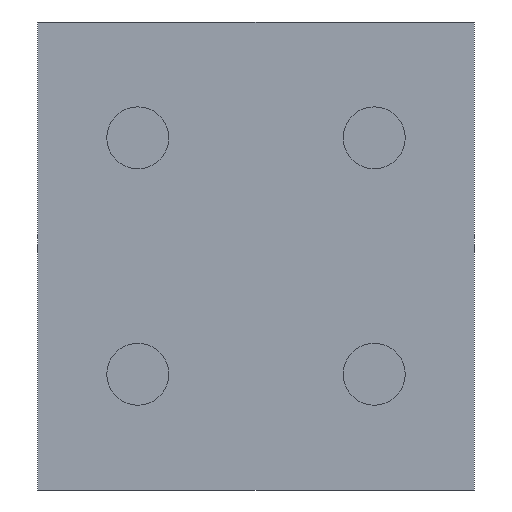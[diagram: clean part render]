
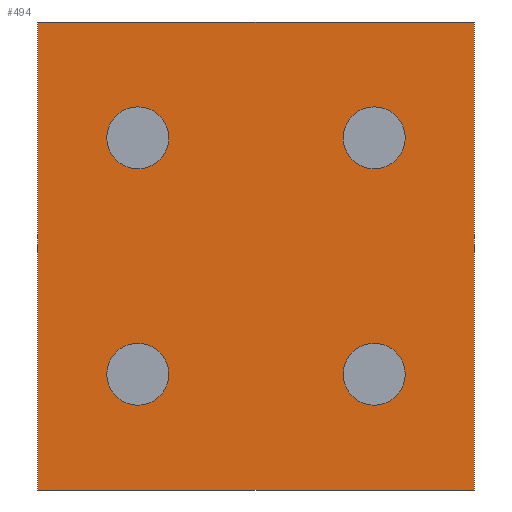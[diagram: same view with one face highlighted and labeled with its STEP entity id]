
A CAD part, front view. The second image highlights one B-rep face of the part: STEP entity #494.
In plain terms, the highlighted planar face has unit normal (0, -1, 0).
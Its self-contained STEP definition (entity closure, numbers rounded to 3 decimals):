
#3 = FACE_BOUND ( 'NONE', #1031, .T. ) ;
#7 = VERTEX_POINT ( 'NONE', #698 ) ;
#12 = AXIS2_PLACEMENT_3D ( 'NONE', #1051, #505, #513 ) ;
#21 = CARTESIAN_POINT ( 'NONE',  ( 80.214, -10.562, 67.85 ) ) ;
#32 = AXIS2_PLACEMENT_3D ( 'NONE', #21, #388, #460 ) ;
#60 = ORIENTED_EDGE ( 'NONE', *, *, #295, .T. ) ;
#97 = DIRECTION ( 'NONE',  ( 0., -1., 0. ) ) ;
#132 = EDGE_CURVE ( 'NONE', #612, #1122, #248, .T. ) ;
#141 = CIRCLE ( 'NONE', #697, 3.25 ) ;
#142 = VECTOR ( 'NONE', #360, 1000. ) ;
#146 = DIRECTION ( 'NONE',  ( -1., 0., 0. ) ) ;
#152 = ORIENTED_EDGE ( 'NONE', *, *, #462, .F. ) ;
#161 = ORIENTED_EDGE ( 'NONE', *, *, #1135, .T. ) ;
#166 = VERTEX_POINT ( 'NONE', #725 ) ;
#167 = CARTESIAN_POINT ( 'NONE',  ( 80.214, -10.562, 43.05 ) ) ;
#171 = EDGE_CURVE ( 'NONE', #518, #7, #190, .T. ) ;
#174 = VERTEX_POINT ( 'NONE', #477 ) ;
#189 = FACE_BOUND ( 'NONE', #225, .T. ) ;
#190 = LINE ( 'NONE', #289, #802 ) ;
#225 = EDGE_LOOP ( 'NONE', ( #1101, #457 ) ) ;
#236 = ORIENTED_EDGE ( 'NONE', *, *, #1069, .F. ) ;
#248 = CIRCLE ( 'NONE', #32, 3.25 ) ;
#253 = AXIS2_PLACEMENT_3D ( 'NONE', #376, #97, #365 ) ;
#259 = DIRECTION ( 'NONE',  ( 0., -1., 0. ) ) ;
#275 = CARTESIAN_POINT ( 'NONE',  ( 80.214, -10.562, 43.05 ) ) ;
#289 = CARTESIAN_POINT ( 'NONE',  ( 69.704, -10.562, 0. ) ) ;
#295 = EDGE_CURVE ( 'NONE', #166, #7, #758, .T. ) ;
#297 = DIRECTION ( 'NONE',  ( 0., 0., -1. ) ) ;
#299 = ORIENTED_EDGE ( 'NONE', *, *, #632, .F. ) ;
#302 = VERTEX_POINT ( 'NONE', #581 ) ;
#313 = CARTESIAN_POINT ( 'NONE',  ( 115.522, -10.562, 80. ) ) ;
#315 = ORIENTED_EDGE ( 'NONE', *, *, #132, .F. ) ;
#360 = DIRECTION ( 'NONE',  ( 0., 0., 1. ) ) ;
#364 = EDGE_CURVE ( 'NONE', #302, #407, #471, .T. ) ;
#365 = DIRECTION ( 'NONE',  ( 0., 0., -1. ) ) ;
#374 = FACE_OUTER_BOUND ( 'NONE', #524, .T. ) ;
#376 = CARTESIAN_POINT ( 'NONE',  ( 105.014, -10.562, 67.85 ) ) ;
#388 = DIRECTION ( 'NONE',  ( 0., -1., 0. ) ) ;
#391 = EDGE_LOOP ( 'NONE', ( #550, #489 ) ) ;
#407 = VERTEX_POINT ( 'NONE', #877 ) ;
#418 = VECTOR ( 'NONE', #1111, 1000. ) ;
#448 = FACE_BOUND ( 'NONE', #391, .T. ) ;
#449 = EDGE_LOOP ( 'NONE', ( #315, #152 ) ) ;
#452 = DIRECTION ( 'NONE',  ( 0., -1., 0. ) ) ;
#457 = ORIENTED_EDGE ( 'NONE', *, *, #364, .F. ) ;
#460 = DIRECTION ( 'NONE',  ( 0., 0., -1. ) ) ;
#462 = EDGE_CURVE ( 'NONE', #1122, #612, #839, .T. ) ;
#471 = CIRCLE ( 'NONE', #821, 3.25 ) ;
#477 = CARTESIAN_POINT ( 'NONE',  ( 80.214, -10.562, 39.8 ) ) ;
#480 = LINE ( 'NONE', #590, #418 ) ;
#489 = ORIENTED_EDGE ( 'NONE', *, *, #887, .F. ) ;
#490 = AXIS2_PLACEMENT_3D ( 'NONE', #689, #1033, #514 ) ;
#494 = ADVANCED_FACE ( 'NONE', ( #3, #189, #448, #543, #374 ), #724, .T. ) ;
#500 = CARTESIAN_POINT ( 'NONE',  ( 105.014, -10.562, 67.85 ) ) ;
#505 = DIRECTION ( 'NONE',  ( 0., -1., 0. ) ) ;
#509 = CIRCLE ( 'NONE', #12, 3.25 ) ;
#513 = DIRECTION ( 'NONE',  ( 0., 0., -1. ) ) ;
#514 = DIRECTION ( 'NONE',  ( 0., 0., -1. ) ) ;
#518 = VERTEX_POINT ( 'NONE', #803 ) ;
#524 = EDGE_LOOP ( 'NONE', ( #1021, #299, #161, #60 ) ) ;
#543 = FACE_BOUND ( 'NONE', #449, .T. ) ;
#550 = ORIENTED_EDGE ( 'NONE', *, *, #1105, .F. ) ;
#559 = LINE ( 'NONE', #642, #142 ) ;
#581 = CARTESIAN_POINT ( 'NONE',  ( 105.014, -10.562, 39.8 ) ) ;
#585 = AXIS2_PLACEMENT_3D ( 'NONE', #893, #452, #904 ) ;
#590 = CARTESIAN_POINT ( 'NONE',  ( 115.522, -10.562, 30.909 ) ) ;
#605 = AXIS2_PLACEMENT_3D ( 'NONE', #167, #870, #615 ) ;
#606 = CIRCLE ( 'NONE', #253, 3.25 ) ;
#612 = VERTEX_POINT ( 'NONE', #638 ) ;
#615 = DIRECTION ( 'NONE',  ( 0., 0., -1. ) ) ;
#632 = EDGE_CURVE ( 'NONE', #886, #518, #480, .T. ) ;
#638 = CARTESIAN_POINT ( 'NONE',  ( 80.214, -10.562, 71.1 ) ) ;
#639 = DIRECTION ( 'NONE',  ( 0., 0., 1. ) ) ;
#642 = CARTESIAN_POINT ( 'NONE',  ( 115.522, -10.562, 34.909 ) ) ;
#689 = CARTESIAN_POINT ( 'NONE',  ( 80.214, -10.562, 67.85 ) ) ;
#697 = AXIS2_PLACEMENT_3D ( 'NONE', #500, #851, #1058 ) ;
#698 = CARTESIAN_POINT ( 'NONE',  ( 69.704, -10.562, 80. ) ) ;
#724 = PLANE ( 'NONE',  #585 ) ;
#725 = CARTESIAN_POINT ( 'NONE',  ( 115.522, -10.562, 80. ) ) ;
#731 = CARTESIAN_POINT ( 'NONE',  ( 105.014, -10.562, 64.6 ) ) ;
#758 = LINE ( 'NONE', #313, #1095 ) ;
#781 = EDGE_CURVE ( 'NONE', #407, #302, #509, .T. ) ;
#802 = VECTOR ( 'NONE', #639, 1000. ) ;
#803 = CARTESIAN_POINT ( 'NONE',  ( 69.704, -10.562, 30.909 ) ) ;
#807 = AXIS2_PLACEMENT_3D ( 'NONE', #275, #1056, #297 ) ;
#821 = AXIS2_PLACEMENT_3D ( 'NONE', #959, #259, #1053 ) ;
#839 = CIRCLE ( 'NONE', #490, 3.25 ) ;
#851 = DIRECTION ( 'NONE',  ( 0., -1., 0. ) ) ;
#865 = EDGE_CURVE ( 'NONE', #997, #174, #1098, .T. ) ;
#868 = CARTESIAN_POINT ( 'NONE',  ( 80.214, -10.562, 46.3 ) ) ;
#870 = DIRECTION ( 'NONE',  ( 0., -1., 0. ) ) ;
#877 = CARTESIAN_POINT ( 'NONE',  ( 105.014, -10.562, 46.3 ) ) ;
#886 = VERTEX_POINT ( 'NONE', #934 ) ;
#887 = EDGE_CURVE ( 'NONE', #1034, #1070, #141, .T. ) ;
#890 = CARTESIAN_POINT ( 'NONE',  ( 80.214, -10.562, 64.6 ) ) ;
#893 = CARTESIAN_POINT ( 'NONE',  ( 0., -10.562, 0. ) ) ;
#904 = DIRECTION ( 'NONE',  ( 0., 0., -1. ) ) ;
#929 = ORIENTED_EDGE ( 'NONE', *, *, #865, .F. ) ;
#934 = CARTESIAN_POINT ( 'NONE',  ( 115.522, -10.562, 30.909 ) ) ;
#947 = CIRCLE ( 'NONE', #807, 3.25 ) ;
#959 = CARTESIAN_POINT ( 'NONE',  ( 105.014, -10.562, 43.05 ) ) ;
#973 = CARTESIAN_POINT ( 'NONE',  ( 105.014, -10.562, 71.1 ) ) ;
#997 = VERTEX_POINT ( 'NONE', #868 ) ;
#1021 = ORIENTED_EDGE ( 'NONE', *, *, #171, .F. ) ;
#1031 = EDGE_LOOP ( 'NONE', ( #929, #236 ) ) ;
#1033 = DIRECTION ( 'NONE',  ( 0., -1., 0. ) ) ;
#1034 = VERTEX_POINT ( 'NONE', #731 ) ;
#1051 = CARTESIAN_POINT ( 'NONE',  ( 105.014, -10.562, 43.05 ) ) ;
#1053 = DIRECTION ( 'NONE',  ( 0., 0., -1. ) ) ;
#1056 = DIRECTION ( 'NONE',  ( 0., -1., 0. ) ) ;
#1058 = DIRECTION ( 'NONE',  ( 0., 0., -1. ) ) ;
#1069 = EDGE_CURVE ( 'NONE', #174, #997, #947, .T. ) ;
#1070 = VERTEX_POINT ( 'NONE', #973 ) ;
#1095 = VECTOR ( 'NONE', #146, 1000. ) ;
#1098 = CIRCLE ( 'NONE', #605, 3.25 ) ;
#1101 = ORIENTED_EDGE ( 'NONE', *, *, #781, .F. ) ;
#1105 = EDGE_CURVE ( 'NONE', #1070, #1034, #606, .T. ) ;
#1111 = DIRECTION ( 'NONE',  ( -1., 0., 0. ) ) ;
#1122 = VERTEX_POINT ( 'NONE', #890 ) ;
#1135 = EDGE_CURVE ( 'NONE', #886, #166, #559, .T. ) ;
